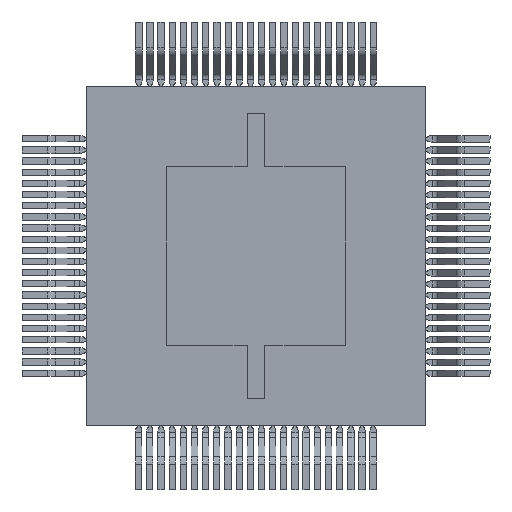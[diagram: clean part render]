
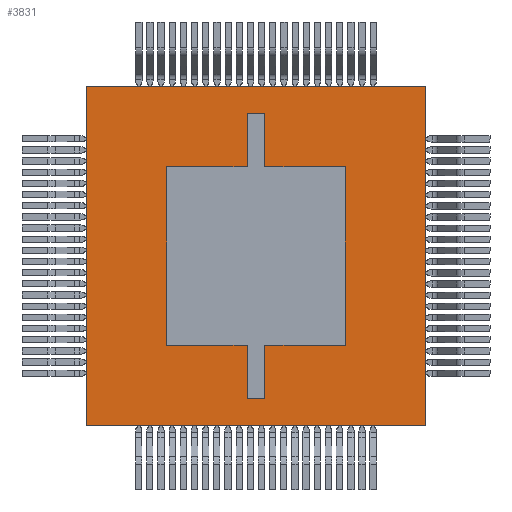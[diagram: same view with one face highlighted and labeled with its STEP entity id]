
A CAD part, left-side view. The second image highlights one B-rep face of the part: STEP entity #3831.
In plain terms, the highlighted planar face has unit normal (-1, 0, 0).
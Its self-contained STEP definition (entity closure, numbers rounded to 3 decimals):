
#3831 = ADVANCED_FACE( '', ( #7564, #7565 ), #7566, .T. );
#7564 = FACE_BOUND( '', #11906, .T. );
#7565 = FACE_OUTER_BOUND( '', #11907, .T. );
#7566 = PLANE( '', #11908 );
#11906 = EDGE_LOOP( '', ( #19991, #19992, #19993, #19994, #19995, #19996, #19997, #19998, #19999, #20000, #20001, #20002 ) );
#11907 = EDGE_LOOP( '', ( #20003, #20004, #20005, #20006 ) );
#11908 = AXIS2_PLACEMENT_3D( '', #20007, #20008, #20009 );
#19991 = ORIENTED_EDGE( '', *, *, #25244, .F. );
#19992 = ORIENTED_EDGE( '', *, *, #22874, .F. );
#19993 = ORIENTED_EDGE( '', *, *, #25900, .F. );
#19994 = ORIENTED_EDGE( '', *, *, #24377, .F. );
#19995 = ORIENTED_EDGE( '', *, *, #24373, .F. );
#19996 = ORIENTED_EDGE( '', *, *, #23029, .F. );
#19997 = ORIENTED_EDGE( '', *, *, #25344, .F. );
#19998 = ORIENTED_EDGE( '', *, *, #25579, .F. );
#19999 = ORIENTED_EDGE( '', *, *, #25901, .F. );
#20000 = ORIENTED_EDGE( '', *, *, #22829, .F. );
#20001 = ORIENTED_EDGE( '', *, *, #25902, .F. );
#20002 = ORIENTED_EDGE( '', *, *, #25877, .F. );
#20003 = ORIENTED_EDGE( '', *, *, #25315, .T. );
#20004 = ORIENTED_EDGE( '', *, *, #25903, .T. );
#20005 = ORIENTED_EDGE( '', *, *, #25848, .T. );
#20006 = ORIENTED_EDGE( '', *, *, #25778, .T. );
#20007 = CARTESIAN_POINT( '', ( -2., 0., 19. ) );
#20008 = DIRECTION( '', ( -1., 0., 0. ) );
#20009 = DIRECTION( '', ( 0., 0., -1. ) );
#22829 = EDGE_CURVE( '', #26555, #26556, #26557, .T. );
#22874 = EDGE_CURVE( '', #26636, #26637, #26638, .T. );
#23029 = EDGE_CURVE( '', #26924, #26925, #26926, .T. );
#24373 = EDGE_CURVE( '', #26925, #29165, #29166, .T. );
#24377 = EDGE_CURVE( '', #29165, #29171, #29172, .T. );
#25244 = EDGE_CURVE( '', #26637, #30458, #30459, .T. );
#25315 = EDGE_CURVE( '', #30553, #30551, #30554, .T. );
#25344 = EDGE_CURVE( '', #30589, #26924, #30590, .T. );
#25579 = EDGE_CURVE( '', #30903, #30589, #30904, .T. );
#25778 = EDGE_CURVE( '', #31156, #30553, #31157, .T. );
#25848 = EDGE_CURVE( '', #31238, #31156, #31239, .T. );
#25877 = EDGE_CURVE( '', #30458, #31270, #31271, .T. );
#25900 = EDGE_CURVE( '', #29171, #26636, #31298, .T. );
#25901 = EDGE_CURVE( '', #26556, #30903, #31299, .T. );
#25902 = EDGE_CURVE( '', #31270, #26555, #31300, .T. );
#25903 = EDGE_CURVE( '', #30551, #31238, #31301, .T. );
#26555 = VERTEX_POINT( '', #32224 );
#26556 = VERTEX_POINT( '', #32225 );
#26557 = LINE( '', #32226, #32227 );
#26636 = VERTEX_POINT( '', #32341 );
#26637 = VERTEX_POINT( '', #32342 );
#26638 = LINE( '', #32343, #32344 );
#26924 = VERTEX_POINT( '', #33098 );
#26925 = VERTEX_POINT( '', #33099 );
#26926 = LINE( '', #33100, #33101 );
#29165 = VERTEX_POINT( '', #36477 );
#29166 = LINE( '', #36478, #36479 );
#29171 = VERTEX_POINT( '', #36486 );
#29172 = LINE( '', #36487, #36488 );
#30458 = VERTEX_POINT( '', #38532 );
#30459 = LINE( '', #38533, #38534 );
#30551 = VERTEX_POINT( '', #38686 );
#30553 = VERTEX_POINT( '', #38689 );
#30554 = LINE( '', #38690, #38691 );
#30589 = VERTEX_POINT( '', #38753 );
#30590 = LINE( '', #38754, #38755 );
#30903 = VERTEX_POINT( '', #39240 );
#30904 = LINE( '', #39241, #39242 );
#31156 = VERTEX_POINT( '', #39654 );
#31157 = LINE( '', #39655, #39656 );
#31238 = VERTEX_POINT( '', #39814 );
#31239 = LINE( '', #39815, #39816 );
#31270 = VERTEX_POINT( '', #39872 );
#31271 = LINE( '', #39873, #39874 );
#31298 = LINE( '', #39912, #39913 );
#31299 = LINE( '', #39914, #39915 );
#31300 = LINE( '', #39916, #39917 );
#31301 = LINE( '', #39918, #39919 );
#32224 = CARTESIAN_POINT( '', ( -2., -10., 17.5 ) );
#32225 = CARTESIAN_POINT( '', ( -2., -9., 17.5 ) );
#32226 = CARTESIAN_POINT( '', ( -2., 0., 17.5 ) );
#32227 = VECTOR( '', #40819, 1000. );
#32341 = CARTESIAN_POINT( '', ( -2., -10., 4.5 ) );
#32342 = CARTESIAN_POINT( '', ( -2., -14.5, 4.5 ) );
#32343 = CARTESIAN_POINT( '', ( -2., 0., 4.5 ) );
#32344 = VECTOR( '', #40855, 1000. );
#33098 = CARTESIAN_POINT( '', ( -2., -4.5, 4.5 ) );
#33099 = CARTESIAN_POINT( '', ( -2., -9., 4.5 ) );
#33100 = CARTESIAN_POINT( '', ( -2., 0., 4.5 ) );
#33101 = VECTOR( '', #41012, 1000. );
#36477 = CARTESIAN_POINT( '', ( -2., -9., 1.5 ) );
#36478 = CARTESIAN_POINT( '', ( -2., -9., 19. ) );
#36479 = VECTOR( '', #42186, 1000. );
#36486 = CARTESIAN_POINT( '', ( -2., -10., 1.5 ) );
#36487 = CARTESIAN_POINT( '', ( -2., 0., 1.5 ) );
#36488 = VECTOR( '', #42189, 1000. );
#38532 = CARTESIAN_POINT( '', ( -2., -14.5, 14.5 ) );
#38533 = CARTESIAN_POINT( '', ( -2., -14.5, 19. ) );
#38534 = VECTOR( '', #42890, 1000. );
#38686 = CARTESIAN_POINT( '', ( -2., 0., 0. ) );
#38689 = CARTESIAN_POINT( '', ( -2., 0., 19. ) );
#38690 = CARTESIAN_POINT( '', ( -2., 0., 19. ) );
#38691 = VECTOR( '', #42942, 1000. );
#38753 = CARTESIAN_POINT( '', ( -2., -4.5, 14.5 ) );
#38754 = CARTESIAN_POINT( '', ( -2., -4.5, 19. ) );
#38755 = VECTOR( '', #42970, 1000. );
#39240 = CARTESIAN_POINT( '', ( -2., -9., 14.5 ) );
#39241 = CARTESIAN_POINT( '', ( -2., 0., 14.5 ) );
#39242 = VECTOR( '', #43161, 1000. );
#39654 = CARTESIAN_POINT( '', ( -2., -19., 19. ) );
#39655 = CARTESIAN_POINT( '', ( -2., 0., 19. ) );
#39656 = VECTOR( '', #43307, 1000. );
#39814 = CARTESIAN_POINT( '', ( -2., -19., 0. ) );
#39815 = CARTESIAN_POINT( '', ( -2., -19., 19. ) );
#39816 = VECTOR( '', #43365, 1000. );
#39872 = CARTESIAN_POINT( '', ( -2., -10., 14.5 ) );
#39873 = CARTESIAN_POINT( '', ( -2., 0., 14.5 ) );
#39874 = VECTOR( '', #43391, 1000. );
#39912 = CARTESIAN_POINT( '', ( -2., -10., 19. ) );
#39913 = VECTOR( '', #43409, 1000. );
#39914 = CARTESIAN_POINT( '', ( -2., -9., 19. ) );
#39915 = VECTOR( '', #43410, 1000. );
#39916 = CARTESIAN_POINT( '', ( -2., -10., 19. ) );
#39917 = VECTOR( '', #43411, 1000. );
#39918 = CARTESIAN_POINT( '', ( -2., 0., 0. ) );
#39919 = VECTOR( '', #43412, 1000. );
#40819 = DIRECTION( '', ( 0., 1., 0. ) );
#40855 = DIRECTION( '', ( 0., -1., 0. ) );
#41012 = DIRECTION( '', ( 0., -1., 0. ) );
#42186 = DIRECTION( '', ( 0., 0., -1. ) );
#42189 = DIRECTION( '', ( 0., -1., 0. ) );
#42890 = DIRECTION( '', ( 0., 0., 1. ) );
#42942 = DIRECTION( '', ( 0., 0., -1. ) );
#42970 = DIRECTION( '', ( 0., 0., -1. ) );
#43161 = DIRECTION( '', ( 0., 1., 0. ) );
#43307 = DIRECTION( '', ( 0., 1., 0. ) );
#43365 = DIRECTION( '', ( 0., 0., 1. ) );
#43391 = DIRECTION( '', ( 0., 1., 0. ) );
#43409 = DIRECTION( '', ( 0., 0., 1. ) );
#43410 = DIRECTION( '', ( 0., 0., -1. ) );
#43411 = DIRECTION( '', ( 0., 0., 1. ) );
#43412 = DIRECTION( '', ( 0., -1., 0. ) );
